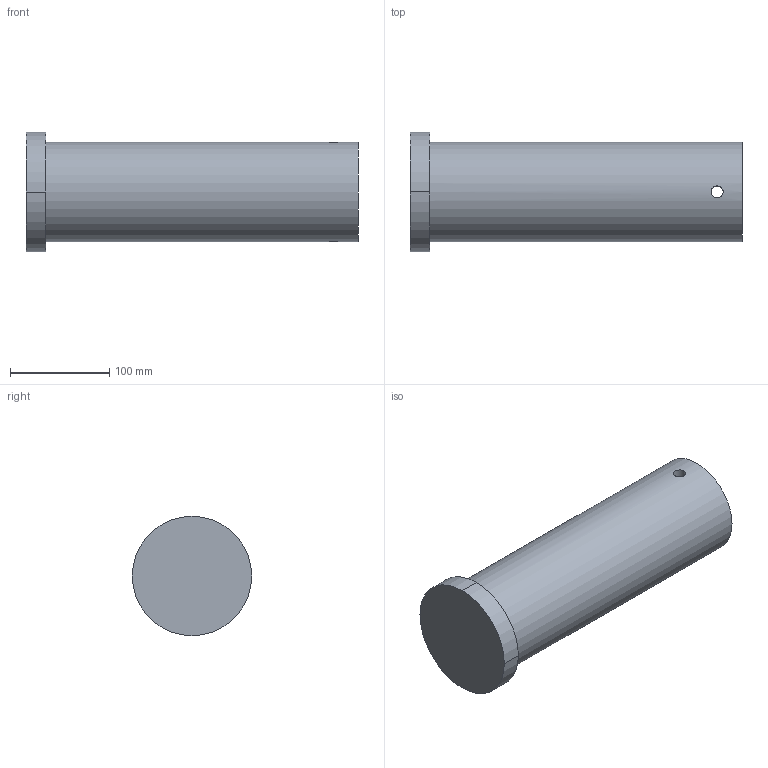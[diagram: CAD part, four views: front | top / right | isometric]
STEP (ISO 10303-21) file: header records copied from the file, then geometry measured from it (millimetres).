
FILE_DESCRIPTION(('Open CASCADE Model'),'2;1');
FILE_NAME('Open CASCADE Shape Model','2023-06-23T17:04:20',('Author'),( 'Open CASCADE'),'Open CASCADE STEP processor 7.3','Open CASCADE 7.3' ,'Unknown');
FILE_SCHEMA(('AUTOMOTIVE_DESIGN { 1 0 10303 214 1 1 1 1 }'));
Length unit declared in the file: millimetre
Products named in the file (4): product-47fe489d-9c5b-44d2-b49e-ff536f8937f4-body 1; product-d1839502-b39e-4484-8035-1ae7cb6d9f1b-body 2; product-d1839502-b39e-4484-8035-1ae7cb6d9f1b-body 2.1; product-d1839502-b39e-4484-8035-1ae7cb6d9f1b-body 2.1.1
Assembly tree (2 placements, depth 3):
  product-47fe489d-9c5b-44d2-b49e-ff536f8937f4-body 1
  product-d1839502-b39e-4484-8035-1ae7cb6d9f1b-body 2
    product-d1839502-b39e-4484-8035-1ae7cb6d9f1b-body 2.1
      product-d1839502-b39e-4484-8035-1ae7cb6d9f1b-body 2.1.1
Bounding box: 334 x 120 x 120 mm (x, y, z)
Volume: 2681057.4 mm3; surface area: 148043.1 mm2
Topology: 2 solids, 2 shells, 10 faces, 20 edges, 13 vertices
Faces by surface type: cylinder 6, plane 4
Full cylindrical faces by diameter (mm): 12 x1, 100 x1
Entity records: 875 total; most frequent: CARTESIAN_POINT 443, DIRECTION 63, ORIENTED_EDGE 40, PCURVE 40, DEFINITIONAL_REPRESENTATION 40, B_SPLINE_CURVE_WITH_KNOTS 33, AXIS2_PLACEMENT_3D 23, EDGE_CURVE 20
